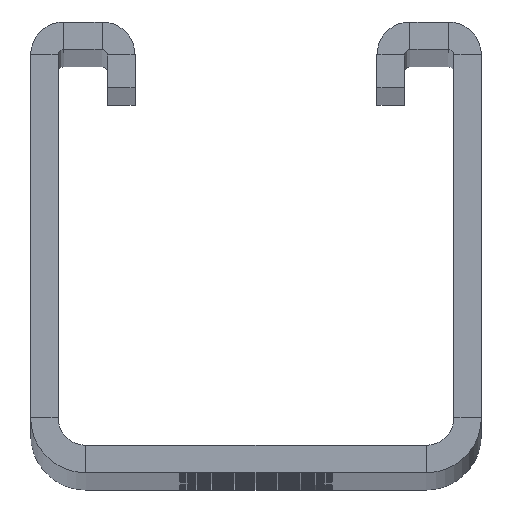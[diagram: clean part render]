
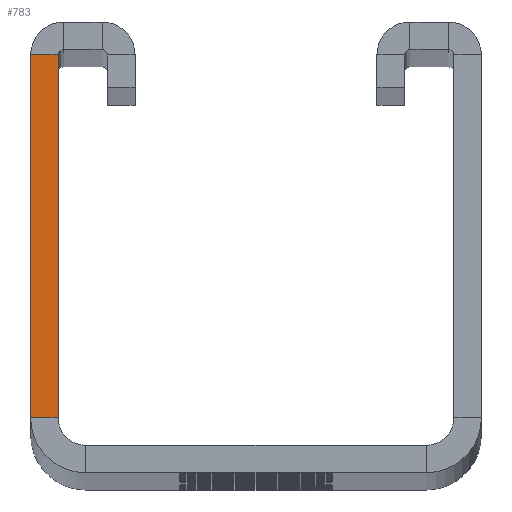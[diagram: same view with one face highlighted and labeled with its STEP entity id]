
A CAD part, top view. The second image highlights one B-rep face of the part: STEP entity #783.
In plain terms, the highlighted planar face has unit normal (0, 0, 1).
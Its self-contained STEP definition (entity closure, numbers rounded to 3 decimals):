
#11 = ORIENTED_EDGE ( 'NONE', *, *, #3019, .F. ) ;
#29 = EDGE_CURVE ( 'NONE', #343, #1974, #2171, .T. ) ;
#57 = ORIENTED_EDGE ( 'NONE', *, *, #29, .T. ) ;
#80 = CARTESIAN_POINT ( 'NONE',  ( -15.5, 2.5, 900. ) ) ;
#140 = ORIENTED_EDGE ( 'NONE', *, *, #3710, .T. ) ;
#195 = ORIENTED_EDGE ( 'NONE', *, *, #4397, .T. ) ;
#339 = VECTOR ( 'NONE', #2071, 1000. ) ;
#343 = VERTEX_POINT ( 'NONE', #2431 ) ;
#344 = CARTESIAN_POINT ( 'NONE',  ( -18., 5., 900. ) ) ;
#387 = DIRECTION ( 'NONE',  ( 0., 0., 1. ) ) ;
#726 = CARTESIAN_POINT ( 'NONE',  ( -18., 5., 900. ) ) ;
#783 = ADVANCED_FACE ( 'NONE', ( #3885 ), #1819, .T. ) ;
#1523 = LINE ( 'NONE', #2167, #339 ) ;
#1819 = PLANE ( 'NONE',  #2219 ) ;
#1974 = VERTEX_POINT ( 'NONE', #3748 ) ;
#2052 = DIRECTION ( 'NONE',  ( 1., 0., 0. ) ) ;
#2071 = DIRECTION ( 'NONE',  ( 1., 0., 0. ) ) ;
#2167 = CARTESIAN_POINT ( 'NONE',  ( -20.5, 5., 900. ) ) ;
#2171 = LINE ( 'NONE', #4505, #2322 ) ;
#2219 = AXIS2_PLACEMENT_3D ( 'NONE', #80, #387, #2052 ) ;
#2228 = LINE ( 'NONE', #726, #3231 ) ;
#2322 = VECTOR ( 'NONE', #3604, 1000. ) ;
#2406 = DIRECTION ( 'NONE',  ( 0., -1., 0. ) ) ;
#2431 = CARTESIAN_POINT ( 'NONE',  ( -18., 38., 900. ) ) ;
#2474 = VERTEX_POINT ( 'NONE', #4364 ) ;
#2585 = CARTESIAN_POINT ( 'NONE',  ( -20.5, 5., 900. ) ) ;
#2662 = VECTOR ( 'NONE', #2406, 1000. ) ;
#3019 = EDGE_CURVE ( 'NONE', #343, #3548, #2228, .T. ) ;
#3231 = VECTOR ( 'NONE', #3401, 1000. ) ;
#3329 = EDGE_LOOP ( 'NONE', ( #140, #195, #11, #57 ) ) ;
#3401 = DIRECTION ( 'NONE',  ( 0., -1., 0. ) ) ;
#3548 = VERTEX_POINT ( 'NONE', #344 ) ;
#3604 = DIRECTION ( 'NONE',  ( -1., 0., 0. ) ) ;
#3710 = EDGE_CURVE ( 'NONE', #1974, #2474, #3888, .T. ) ;
#3748 = CARTESIAN_POINT ( 'NONE',  ( -20.5, 38., 900. ) ) ;
#3885 = FACE_OUTER_BOUND ( 'NONE', #3329, .T. ) ;
#3888 = LINE ( 'NONE', #2585, #2662 ) ;
#4364 = CARTESIAN_POINT ( 'NONE',  ( -20.5, 5., 900. ) ) ;
#4397 = EDGE_CURVE ( 'NONE', #2474, #3548, #1523, .T. ) ;
#4505 = CARTESIAN_POINT ( 'NONE',  ( -18., 38., 900. ) ) ;
